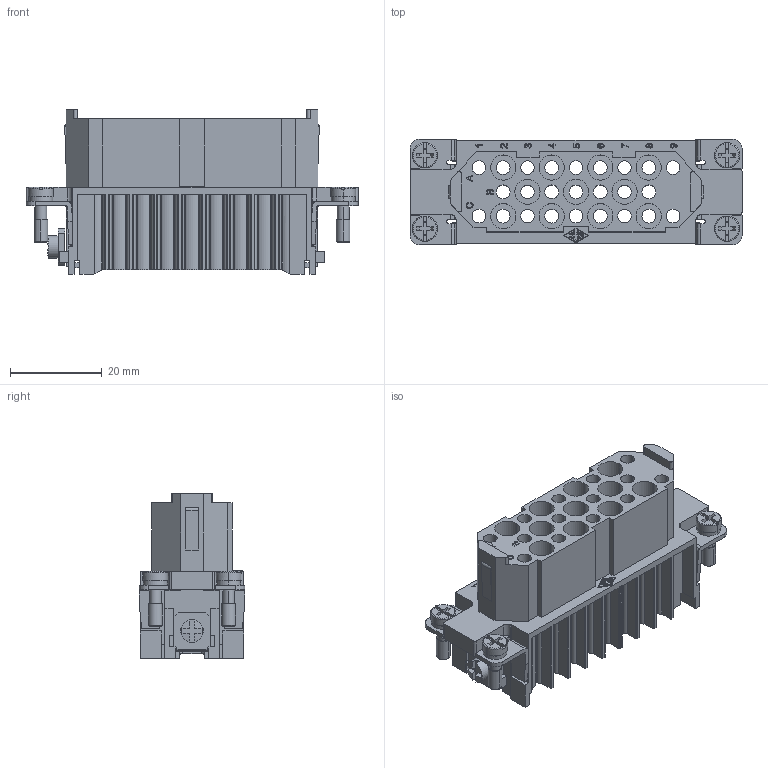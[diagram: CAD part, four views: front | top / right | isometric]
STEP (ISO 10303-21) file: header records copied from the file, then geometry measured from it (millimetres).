
FILE_DESCRIPTION(('CoCreate Modeling STEP Export'),'2;1');
FILE_NAME('CDF 25.stp','2011-06-06T11:29:35',(''),(''),'CoCreate Modeling STEP processor for AP214 (Solid Model)','CoCreate Modeling 16.00A 16-Aug-2008 (C) Parametric Technology GmbH','');
FILE_SCHEMA(('AUTOMOTIVE_DESIGN { 1 0 10303 214 1 1 1 1 }'));
Length unit declared in the file: millimetre
Products named in the file (1): CDF_25
Bounding box: 72.5 x 23 x 36 mm (x, y, z)
Volume: 21992 mm3; surface area: 22481.8 mm2
Topology: 1 solids, 3 shells, 1495 faces, 4135 edges, 2745 vertices
Faces by surface type: plane 742, cylinder 440, bspline 283, cone 14, torus 12, sphere 4
Entity records: 46896 total; most frequent: CARTESIAN_POINT 12005, ORIENTED_EDGE 8266, DIRECTION 5724, EDGE_CURVE 4131, VERTEX_POINT 2745, VECTOR 2548, LINE 2548, EDGE_LOOP 1674
